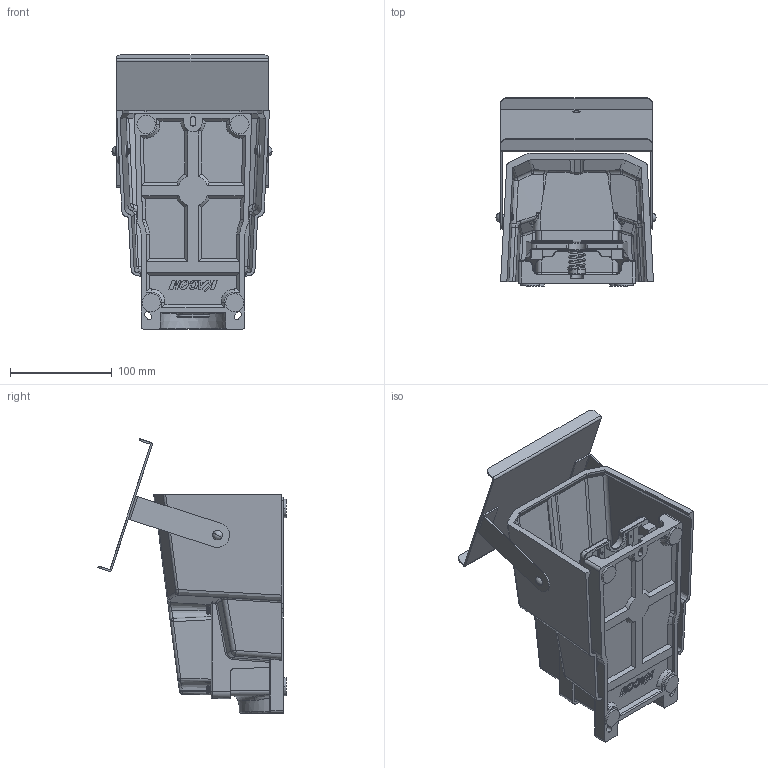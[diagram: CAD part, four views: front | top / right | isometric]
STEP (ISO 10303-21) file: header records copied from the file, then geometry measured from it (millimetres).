
FILE_DESCRIPTION (( 'STEP AP203' ), '1' );
FILE_NAME ('105206011 HRF-HD3NS 褐怳羲壽.STEP', '2022-08-18T08:14:21', ( 'Microsoft' ), ( 'Microsoft' ), 'SwSTEP 2.0', 'SolidWorks 2015', '' );
FILE_SCHEMA (( 'CONFIG_CONTROL_DESIGN' ));
Length unit declared in the file: millimetre
Products named in the file (27): 3002010016 HRF-HD3N 揤盄標; 105206011 HRF-HD3NS 褐怳羲壽; 3003007001 HRF-HD3N 怳啣; 3001009023 HRF-HD3 橈埽路啣; 3011001119 M3X7十一字槽盘头带弹垫组合螺钉; 3011007001 HRF-HD3N 种隊朴2.5x16; 3012001006 Z15G10B 峚雄羲壽; 3011010007 M4黄铜圈; 3011008006 HRF-HD3NS 穩隊; 3002019014 HRF-HD3N 橈埽菜え; 3011001126 M4X5肣蹟隊; 3011014017 E型开口挡圈5; 3011001034 M4X45十一字槽平头带弹垫组合螺钉; 3005002035 HRF-HD3N 換雄粣; 3011010011 GB／T 97.1-2002[平垫圈 A级6]; 3004002019 HRF-HD3N 砎蝶躇猾菜; 3004003046 HRF-HD3N O型橡胶圈8xΦ1.9; 3002028005 HRF-HD3NS 滅誘醱啣; 3011001251 M4X30十一字槽平头带弹垫平垫组合螺钉; 3002023004 HRF-HD3N 換雄啣; 3011002010 楊擘攫倰蹟譫M4; 3004007005 HRF-HD3N 砎蝶褐隊; 3011001123 M4X10 十一字槽盘头带弹垫组合螺钉; 3003004012 HRF-HD3N 菁釱; HRF-HD3NS奻裔; 3009001076 HRF-HD3N 粟銅; 3002016026 HRF-HD3N 峚雄羲壽盓殤
Assembly tree (46 placements, depth 2):
  105206011 HRF-HD3NS 褐怳羲壽
    3003004012 HRF-HD3N 菁釱
    3002010016 HRF-HD3N 揤盄標
    3011001119 M3X7十一字槽盘头带弹垫组合螺钉  x2
    3011010007 M4黄铜圈
    3011001126 M4X5肣蹟隊
    3005002035 HRF-HD3N 換雄粣
    3004003046 HRF-HD3N O型橡胶圈8xΦ1.9  x4
    3002023004 HRF-HD3N 換雄啣
    3011001123 M4X10 十一字槽盘头带弹垫组合螺钉  x4
    3002016026 HRF-HD3N 峚雄羲壽盓殤
    3001009023 HRF-HD3 橈埽路啣
    3012001006 Z15G10B 峚雄羲壽
    3002019014 HRF-HD3N 橈埽菜え
    3011001034 M4X45十一字槽平头带弹垫组合螺钉  x2
    3004002019 HRF-HD3N 砎蝶躇猾菜
    3011001251 M4X30十一字槽平头带弹垫平垫组合螺钉  x4
    3004007005 HRF-HD3N 砎蝶褐隊  x4
    3009001076 HRF-HD3N 粟銅
    3003007001 HRF-HD3N 怳啣
    3011007001 HRF-HD3N 种隊朴2.5x16
    3011008006 HRF-HD3NS 穩隊  x2
    3011014017 E型开口挡圈5  x2
    3011010011 GB／T 97.1-2002[平垫圈 A级6]  x4
    3002028005 HRF-HD3NS 滅誘醱啣
    3011002010 楊擘攫倰蹟譫M4  x2
    HRF-HD3NS奻裔
Bounding box: 157.12 x 184.53 x 269.29 mm (x, y, z)
Volume: 625572.9 mm3; surface area: 382581.8 mm2
Topology: 69 solids, 79 shells, 3543 faces, 8533 edges, 5077 vertices
Faces by surface type: plane 1129, cylinder 1096, bspline 636, torus 463, cone 123, sphere 96
Entity records: 123001 total; most frequent: CARTESIAN_POINT 52535, ORIENTED_EDGE 14352, DIRECTION 13605, EDGE_CURVE 7196, AXIS2_PLACEMENT_3D 5259, VERTEX_POINT 4391, EDGE_LOOP 3233, VECTOR 3087
